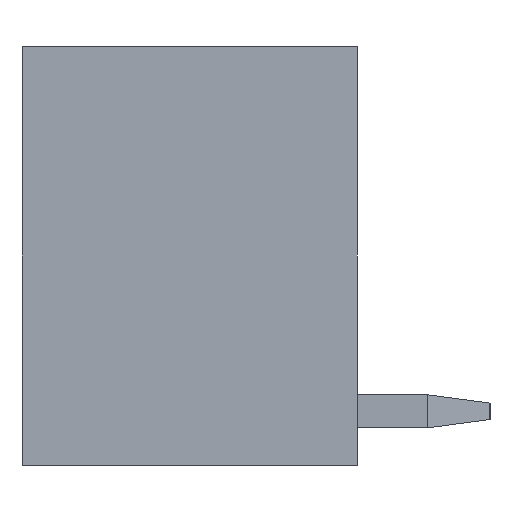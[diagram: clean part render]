
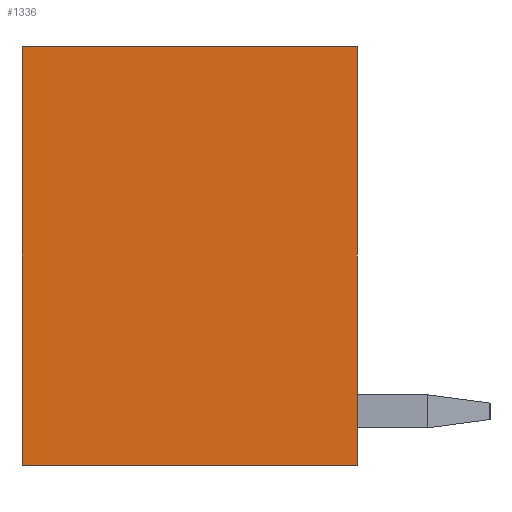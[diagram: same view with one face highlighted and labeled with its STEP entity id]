
A CAD part, left-side view. The second image highlights one B-rep face of the part: STEP entity #1336.
In plain terms, the highlighted planar face has unit normal (-1, 0, 0).
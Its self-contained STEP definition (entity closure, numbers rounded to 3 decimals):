
#1328=AXIS2_PLACEMENT_3D('Plane Axis2P3D',#1325,#1326,#1327) ;
#241=CARTESIAN_POINT('Line Origine',(0.,3.2,5.05)) ;
#245=CARTESIAN_POINT('Vertex',(0.,3.2,0.)) ;
#247=CARTESIAN_POINT('Vertex',(0.,3.2,10.1)) ;
#572=CARTESIAN_POINT('Line Origine',(0.,7.25,10.1)) ;
#576=CARTESIAN_POINT('Vertex',(0.,11.3,10.1)) ;
#1262=CARTESIAN_POINT('Line Origine',(0.,11.3,5.05)) ;
#1266=CARTESIAN_POINT('Vertex',(0.,11.3,0.)) ;
#1294=CARTESIAN_POINT('Line Origine',(0.,7.25,0.)) ;
#1325=CARTESIAN_POINT('Axis2P3D Location',(0.,7.2,3.5)) ;
#242=DIRECTION('Vector Direction',(0.,0.,1.)) ;
#573=DIRECTION('Vector Direction',(0.,1.,0.)) ;
#1263=DIRECTION('Vector Direction',(0.,0.,-1.)) ;
#1295=DIRECTION('Vector Direction',(0.,-1.,0.)) ;
#1326=DIRECTION('Axis2P3D Direction',(-1.,0.,0.)) ;
#1327=DIRECTION('Axis2P3D XDirection',(0.,-1.,0.)) ;
#243=VECTOR('Line Direction',#242,1.) ;
#574=VECTOR('Line Direction',#573,1.) ;
#1264=VECTOR('Line Direction',#1263,1.) ;
#1296=VECTOR('Line Direction',#1295,1.) ;
#1331=ORIENTED_EDGE('',*,*,#1298,.T.) ;
#1332=ORIENTED_EDGE('',*,*,#249,.T.) ;
#1333=ORIENTED_EDGE('',*,*,#578,.T.) ;
#1334=ORIENTED_EDGE('',*,*,#1268,.T.) ;
#1336=ADVANCED_FACE('BREP_WITH_VOIDS #10693',(#1335),#1329,.T.) ;
#249=EDGE_CURVE('',#246,#248,#244,.T.) ;
#578=EDGE_CURVE('',#248,#577,#575,.T.) ;
#1268=EDGE_CURVE('',#577,#1267,#1265,.T.) ;
#1298=EDGE_CURVE('',#1267,#246,#1297,.T.) ;
#1330=EDGE_LOOP('',(#1331,#1332,#1333,#1334)) ;
#1335=FACE_OUTER_BOUND('',#1330,.T.) ;
#244=LINE('Line',#241,#243) ;
#575=LINE('Line',#572,#574) ;
#1265=LINE('Line',#1262,#1264) ;
#1297=LINE('Line',#1294,#1296) ;
#1329=PLANE('',#1328) ;
#246=VERTEX_POINT('',#245) ;
#248=VERTEX_POINT('',#247) ;
#577=VERTEX_POINT('',#576) ;
#1267=VERTEX_POINT('',#1266) ;
